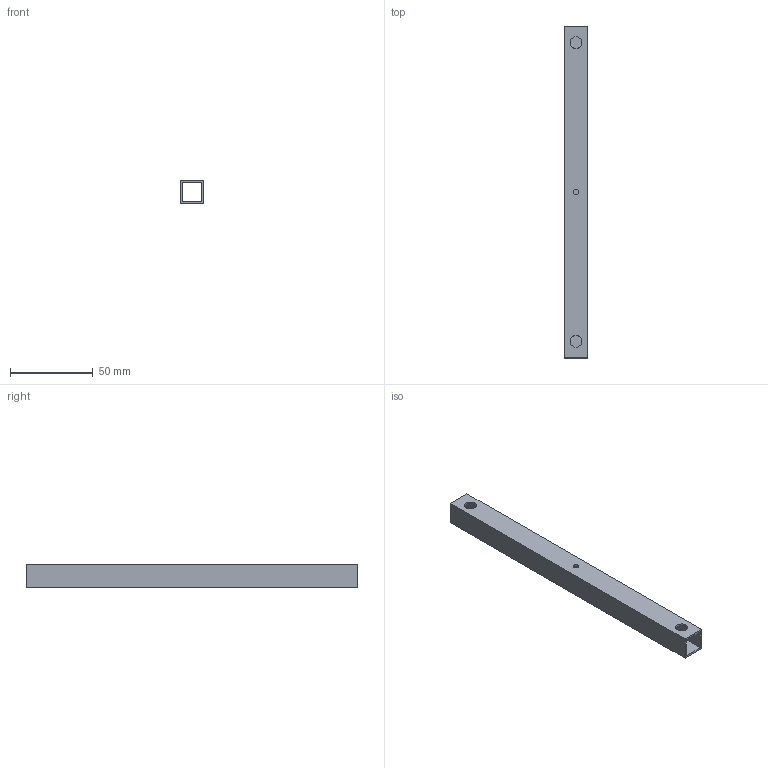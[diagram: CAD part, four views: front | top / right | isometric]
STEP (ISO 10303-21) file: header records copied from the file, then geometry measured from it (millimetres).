
FILE_DESCRIPTION(/* description */ ('Unknown'),/* implementation_level */ '2;1');
FILE_NAME(/* name */ 'BottomRail',/* time_stamp */ '2018-11-22T08:37:02+01:00',/* author */ ('Unknown'),/* organization */ ('Unknown'),/* preprocessor_version */ 'ST-DEVELOPER v16.7',/* originating_system */ 'DEX',/* authorisation */ $);
FILE_SCHEMA (('AUTOMOTIVE_DESIGN {1 0 10303 214 3 1 1}'));
Length unit declared in the file: millimetre
Products named in the file (1): BottomRail
Bounding box: 14.2 x 200 x 14.2 mm (x, y, z)
Volume: 12354.2 mm3; surface area: 20806 mm2
Topology: 1 solids, 1 shells, 15 faces, 44 edges, 31 vertices
Faces by surface type: plane 10, cylinder 5
Full cylindrical faces by diameter (mm): 3.3 x3, 7.1 x2
Entity records: 492 total; most frequent: DIRECTION 76, CARTESIAN_POINT 76, ORIENTED_EDGE 68, EDGE_CURVE 34, EDGE_LOOP 32, FACE_BOUND 32, VERTEX_POINT 26, AXIS2_PLACEMENT_3D 26
